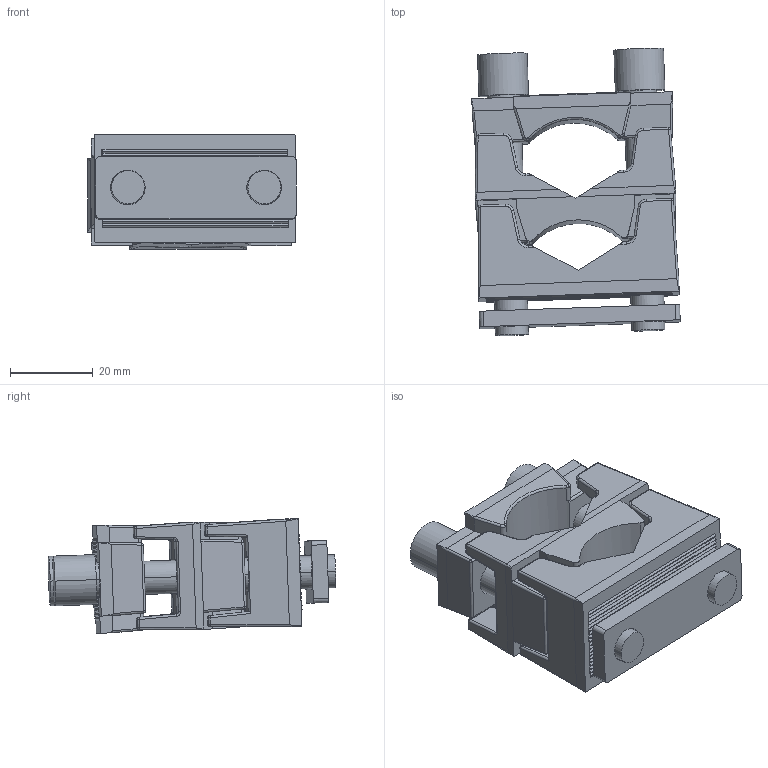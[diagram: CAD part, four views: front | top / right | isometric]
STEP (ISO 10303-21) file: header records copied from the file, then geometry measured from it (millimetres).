
FILE_DESCRIPTION (( 'STEP AP214' ), '1' );
FILE_NAME ('BP-632.STEP', '2017-06-19T18:00:48', ( '' ), ( '' ), 'SwSTEP 2.0', 'SolidWorks 2017', '' );
FILE_SCHEMA (( 'AUTOMOTIVE_DESIGN' ));
Length unit declared in the file: millimetre
Products named in the file (7): Intermediario BP-630-1; Superior BPE-800 BP-630-1; BP-632-1; Apoio BPE-800-1; Inferior BPE-800 BP-630-1; BP-632; PRF - BP-632-1
Assembly tree (7 placements, depth 3):
  BP-632
    BP-632-1
      Apoio BPE-800-1
      Inferior BPE-800 BP-630-1
      Intermediario BP-630-1
      Superior BPE-800 BP-630-1
      PRF - BP-632-1  x2
Bounding box: 50.41 x 69.56 x 27.67 mm (x, y, z)
Volume: 46395.3 mm3; surface area: 21932.6 mm2
Topology: 6 solids, 6 shells, 549 faces, 1370 edges, 831 vertices
Faces by surface type: plane 286, cylinder 178, bspline 61, sphere 24
Entity records: 17360 total; most frequent: CARTESIAN_POINT 5328, ORIENTED_EDGE 2652, DIRECTION 2251, EDGE_CURVE 1326, VERTEX_POINT 824, AXIS2_PLACEMENT_3D 759, LINE 733, VECTOR 733
